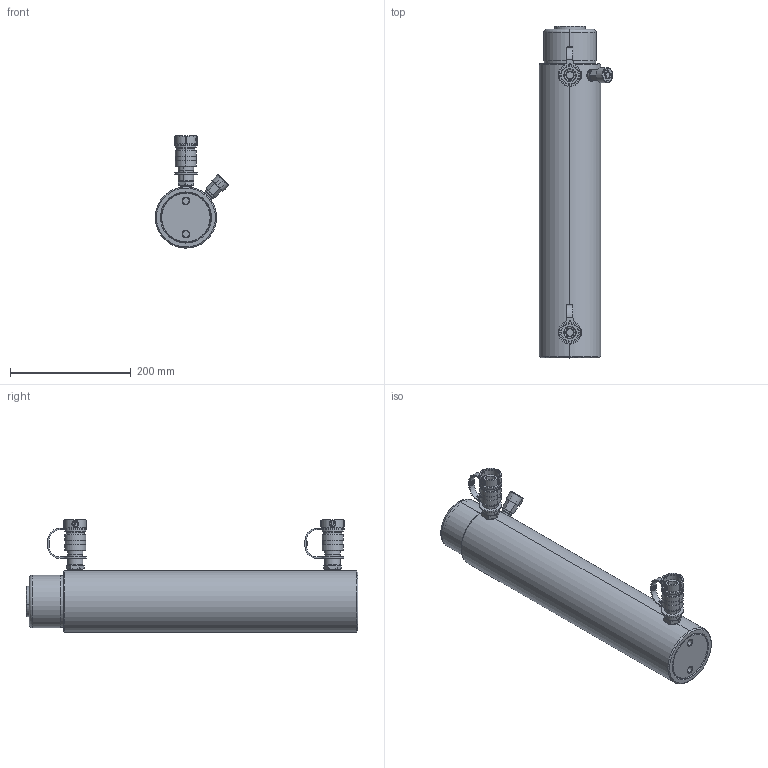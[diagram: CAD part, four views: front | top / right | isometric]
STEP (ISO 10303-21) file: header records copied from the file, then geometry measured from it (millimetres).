
FILE_DESCRIPTION (( 'STEP AP214' ), '1' );
FILE_NAME ('F3014.STEP', '2017-06-27T06:12:17', ( '' ), ( '' ), 'SwSTEP 2.0', 'SolidWorks 2017', '' );
FILE_SCHEMA (( 'AUTOMOTIVE_DESIGN' ));
Length unit declared in the file: millimetre
Products named in the file (1): F3014
Bounding box: 121.78 x 549.52 x 185.97 mm (x, y, z)
Volume: 3424761.3 mm3; surface area: 544651.9 mm2
Topology: 19 solids, 19 shells, 1300 faces, 3119 edges, 1945 vertices
Faces by surface type: plane 445, cylinder 419, cone 210, bspline 146, torus 64, sphere 16
Entity records: 60079 total; most frequent: CARTESIAN_POINT 15983, ORIENTED_EDGE 6202, DIRECTION 6001, EDGE_CURVE 3101, AXIS2_PLACEMENT_3D 2271, VERTEX_POINT 1945, VECTOR 1459, LINE 1459
